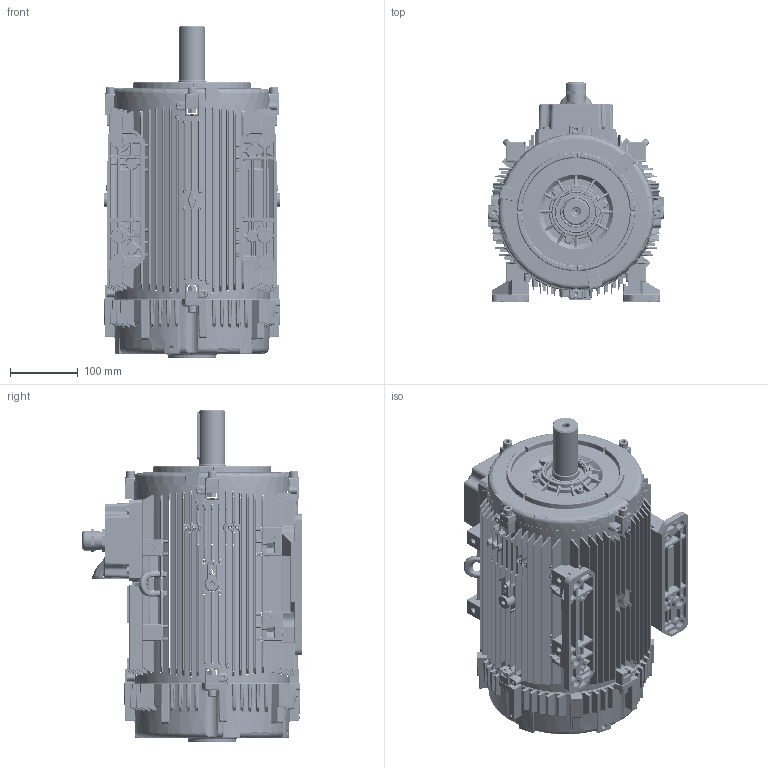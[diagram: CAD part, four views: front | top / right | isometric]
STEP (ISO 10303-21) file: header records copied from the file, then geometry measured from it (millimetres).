
FILE_DESCRIPTION(/* description */ (''),/* implementation_level */ '2;1');
FILE_NAME(/* name */ 'S2H132S2-4B40-KG.stp',/* time_stamp */ '2021-01-04T10:42:29+03:00',/* author */ (''),/* organization */ (''),/* preprocessor_version */ 'ST-DEVELOPER v16',/* originating_system */ 'SIEMENS PLM Software NX 11.0',/* authorisation */ '');
FILE_SCHEMA (('AP203_CONFIGURATION_CONTROLLED_3D_DESIGN_OF_MECHANICAL_PARTS_AND_ASSEMBLIES_MIM_LF { 1 0 10303 403 2 1 2}'));
Products named in the file (1): 260314206C66ee8s
Bounding box: 260 x 323.2 x 489.5 mm (x, y, z)
Surface area: 978218.9 mm2 (no closed solid volume)
Topology: 0 solids, 109 shells, 8089 faces, 24102 edges, 14577 vertices
Faces by surface type: cylinder 2802, bspline 2174, plane 1705, torus 542, sphere 517, cone 349
Full cylindrical faces by diameter (mm): 4 x1, 4.2 x3, 6.8 x2, 8 x2, 10 x4, 10.5 x1, 18 x1, 22 x1, 26.619 x1, 28.143 x1, 29.591 x2, 37.4 x1, 38 x1, 40 x1, 44 x1, 58.4 x1, 58.6 x1, 230.5 x1
Entity records: 317848 total; most frequent: CARTESIAN_POINT 121128, DIRECTION 41071, ORIENTED_EDGE 38420, EDGE_CURVE 23506, AXIS2_PLACEMENT_3D 16602, VERTEX_POINT 14483, EDGE_LOOP 8475, CIRCLE 8434
